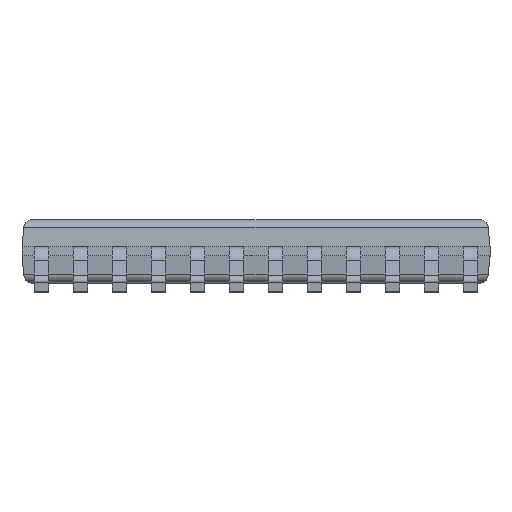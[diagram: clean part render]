
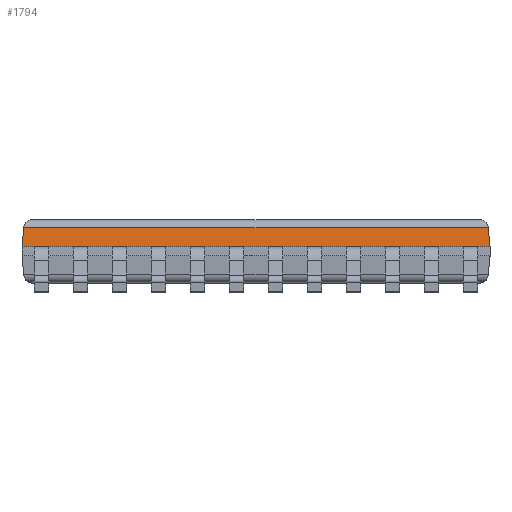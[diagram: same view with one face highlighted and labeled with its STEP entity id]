
A CAD part, top view. The second image highlights one B-rep face of the part: STEP entity #1794.
In plain terms, the highlighted planar face has unit normal (0, 0.087, 0.996).
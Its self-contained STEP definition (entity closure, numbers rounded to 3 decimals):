
#545 = CARTESIAN_POINT ( 'NONE',  ( -3.9, 0.15, 2.2 ) ) ;
#1794 = ADVANCED_FACE ( 'NONE', ( #6834 ), #7070, .T. ) ;
#2988 = CARTESIAN_POINT ( 'NONE',  ( 3.9, 0.15, 2.2 ) ) ;
#3605 = VERTEX_POINT ( 'NONE', #9772 ) ;
#3866 = CARTESIAN_POINT ( 'NONE',  ( 3.873, 0.463, 2.173 ) ) ;
#5077 = CARTESIAN_POINT ( 'NONE',  ( -3.873, 0.463, 2.173 ) ) ;
#5827 = DIRECTION ( 'NONE',  ( -1., 0., 0. ) ) ;
#6607 = VECTOR ( 'NONE', #7053, 1000. ) ;
#6644 = EDGE_CURVE ( 'NONE', #16745, #3605, #15135, .T. ) ;
#6832 = ORIENTED_EDGE ( 'NONE', *, *, #9005, .T. ) ;
#6834 = FACE_OUTER_BOUND ( 'NONE', #11102, .T. ) ;
#6921 = LINE ( 'NONE', #13917, #13561 ) ;
#6946 = EDGE_CURVE ( 'NONE', #15168, #3605, #15138, .T. ) ;
#7053 = DIRECTION ( 'NONE',  ( 0.087, -0.992, 0.087 ) ) ;
#7070 = PLANE ( 'NONE',  #8374 ) ;
#7665 = CARTESIAN_POINT ( 'NONE',  ( -3.9, 0.15, 2.2 ) ) ;
#7746 = EDGE_CURVE ( 'NONE', #9181, #16745, #16306, .T. ) ;
#7747 = ORIENTED_EDGE ( 'NONE', *, *, #6644, .T. ) ;
#8374 = AXIS2_PLACEMENT_3D ( 'NONE', #545, #16416, #8404 ) ;
#8404 = DIRECTION ( 'NONE',  ( 0., -0.996, 0.087 ) ) ;
#9005 = EDGE_CURVE ( 'NONE', #15168, #9181, #6921, .T. ) ;
#9093 = CARTESIAN_POINT ( 'NONE',  ( 3.9, 0.15, 2.2 ) ) ;
#9181 = VERTEX_POINT ( 'NONE', #5077 ) ;
#9772 = CARTESIAN_POINT ( 'NONE',  ( 3.9, 0.15, 2.2 ) ) ;
#11102 = EDGE_LOOP ( 'NONE', ( #12987, #6832, #11725, #7747 ) ) ;
#11725 = ORIENTED_EDGE ( 'NONE', *, *, #7746, .T. ) ;
#12746 = VECTOR ( 'NONE', #12818, 1000. ) ;
#12818 = DIRECTION ( 'NONE',  ( -0.087, -0.992, 0.087 ) ) ;
#12922 = CARTESIAN_POINT ( 'NONE',  ( -3.9, 0.15, 2.2 ) ) ;
#12987 = ORIENTED_EDGE ( 'NONE', *, *, #6946, .F. ) ;
#13027 = DIRECTION ( 'NONE',  ( 1., 0., 0. ) ) ;
#13561 = VECTOR ( 'NONE', #5827, 1000. ) ;
#13917 = CARTESIAN_POINT ( 'NONE',  ( -3.861, 0.463, 2.173 ) ) ;
#14721 = VECTOR ( 'NONE', #13027, 1000. ) ;
#15135 = LINE ( 'NONE', #9093, #14721 ) ;
#15138 = LINE ( 'NONE', #2988, #6607 ) ;
#15168 = VERTEX_POINT ( 'NONE', #3866 ) ;
#16306 = LINE ( 'NONE', #12922, #12746 ) ;
#16416 = DIRECTION ( 'NONE',  ( 0., 0.087, 0.996 ) ) ;
#16745 = VERTEX_POINT ( 'NONE', #7665 ) ;
